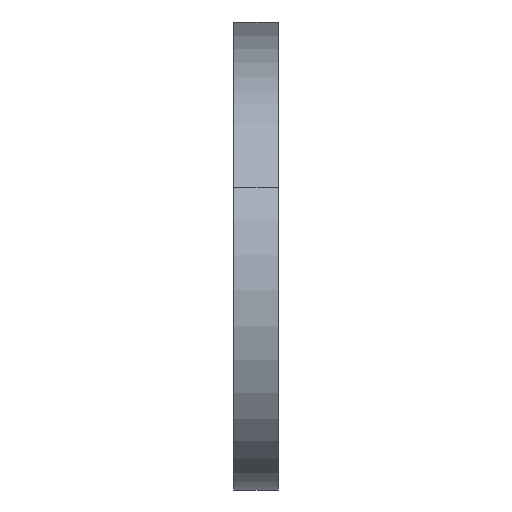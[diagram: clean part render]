
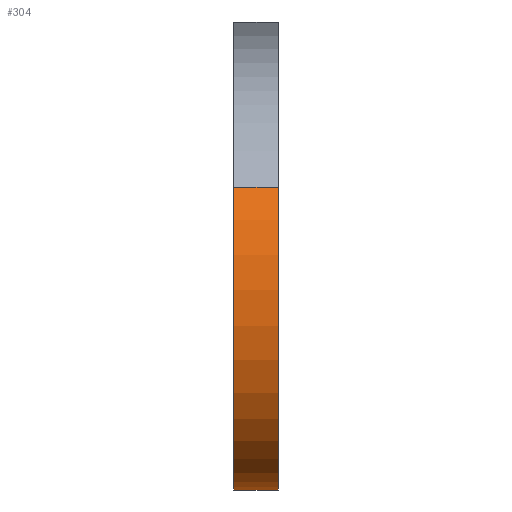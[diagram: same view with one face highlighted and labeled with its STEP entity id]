
A CAD part, left-side view. The second image highlights one B-rep face of the part: STEP entity #304.
In plain terms, the highlighted free-form (B-spline) face has degree [3, 1] with [7, 2] control points.
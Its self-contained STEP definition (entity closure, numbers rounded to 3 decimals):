
#27=LINE('',#783,#42);
#28=LINE('',#806,#43);
#42=VECTOR('',#340,10.);
#43=VECTOR('',#341,10.);
#57=B_SPLINE_SURFACE_WITH_KNOTS('',3,1,((#784,#785),(#786,#787),(#788,#789),
(#790,#791),(#792,#793),(#794,#795),(#796,#797)),.UNSPECIFIED.,.F.,.F.,
 .F.,(4,3,4),(2,2),(0.021,0.722,0.875),
(-0.002,0.302),.UNSPECIFIED.);
#73=FACE_OUTER_BOUND('',#90,.T.);
#90=EDGE_LOOP('',(#262,#263,#264,#265));
#96=B_SPLINE_CURVE_WITH_KNOTS('',3,(#368,#369,#370,#371,#372,#373,#374),
 .UNSPECIFIED.,.F.,.F.,(4,3,4),(0.021,0.722,0.875),
 .UNSPECIFIED.);
#121=B_SPLINE_CURVE_WITH_KNOTS('',3,(#799,#800,#801,#802,#803,#804,#805),
 .UNSPECIFIED.,.F.,.F.,(4,3,4),(0.021,0.722,0.875),
 .UNSPECIFIED.);
#126=VERTEX_POINT('',#359);
#127=VERTEX_POINT('',#367);
#151=VERTEX_POINT('',#778);
#152=VERTEX_POINT('',#798);
#156=EDGE_CURVE('',#126,#127,#96,.T.);
#193=EDGE_CURVE('',#151,#127,#27,.T.);
#194=EDGE_CURVE('',#152,#151,#121,.T.);
#195=EDGE_CURVE('',#152,#126,#28,.T.);
#262=ORIENTED_EDGE('',*,*,#194,.T.);
#263=ORIENTED_EDGE('',*,*,#193,.T.);
#264=ORIENTED_EDGE('',*,*,#156,.F.);
#265=ORIENTED_EDGE('',*,*,#195,.F.);
#304=ADVANCED_FACE('',(#73),#57,.T.);
#340=DIRECTION('',(0.,-1.,0.));
#341=DIRECTION('',(0.,-1.,0.));
#359=CARTESIAN_POINT('',(-107.555,95.367,33.371));
#367=CARTESIAN_POINT('',(-100.144,95.367,12.839));
#368=CARTESIAN_POINT('Ctrl Pts',(-107.555,95.367,33.371));
#369=CARTESIAN_POINT('Ctrl Pts',(-111.177,95.367,27.064));
#370=CARTESIAN_POINT('Ctrl Pts',(-109.781,95.367,18.224));
#371=CARTESIAN_POINT('Ctrl Pts',(-104.309,95.367,14.489));
#372=CARTESIAN_POINT('Ctrl Pts',(-103.114,95.367,13.672));
#373=CARTESIAN_POINT('Ctrl Pts',(-101.724,95.367,13.097));
#374=CARTESIAN_POINT('Ctrl Pts',(-100.144,95.367,12.839));
#778=CARTESIAN_POINT('',(-100.144,98.367,12.839));
#783=CARTESIAN_POINT('',(-100.144,98.367,12.839));
#784=CARTESIAN_POINT('Ctrl Pts',(-107.555,98.384,33.371));
#785=CARTESIAN_POINT('Ctrl Pts',(-107.555,95.351,33.371));
#786=CARTESIAN_POINT('Ctrl Pts',(-111.177,98.384,27.064));
#787=CARTESIAN_POINT('Ctrl Pts',(-111.177,95.351,27.064));
#788=CARTESIAN_POINT('Ctrl Pts',(-109.781,98.384,18.224));
#789=CARTESIAN_POINT('Ctrl Pts',(-109.781,95.351,18.224));
#790=CARTESIAN_POINT('Ctrl Pts',(-104.309,98.384,14.489));
#791=CARTESIAN_POINT('Ctrl Pts',(-104.309,95.351,14.489));
#792=CARTESIAN_POINT('Ctrl Pts',(-103.114,98.384,13.672));
#793=CARTESIAN_POINT('Ctrl Pts',(-103.114,95.351,13.672));
#794=CARTESIAN_POINT('Ctrl Pts',(-101.724,98.384,13.097));
#795=CARTESIAN_POINT('Ctrl Pts',(-101.724,95.351,13.097));
#796=CARTESIAN_POINT('Ctrl Pts',(-100.144,98.384,12.839));
#797=CARTESIAN_POINT('Ctrl Pts',(-100.144,95.351,12.839));
#798=CARTESIAN_POINT('',(-107.555,98.367,33.371));
#799=CARTESIAN_POINT('Ctrl Pts',(-107.555,98.367,33.371));
#800=CARTESIAN_POINT('Ctrl Pts',(-111.177,98.367,27.064));
#801=CARTESIAN_POINT('Ctrl Pts',(-109.781,98.367,18.224));
#802=CARTESIAN_POINT('Ctrl Pts',(-104.309,98.367,14.489));
#803=CARTESIAN_POINT('Ctrl Pts',(-103.114,98.367,13.672));
#804=CARTESIAN_POINT('Ctrl Pts',(-101.724,98.367,13.097));
#805=CARTESIAN_POINT('Ctrl Pts',(-100.144,98.367,12.839));
#806=CARTESIAN_POINT('',(-107.555,98.367,33.371));
